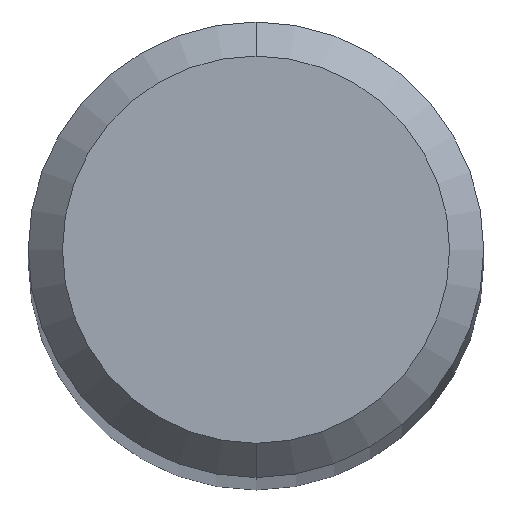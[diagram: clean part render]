
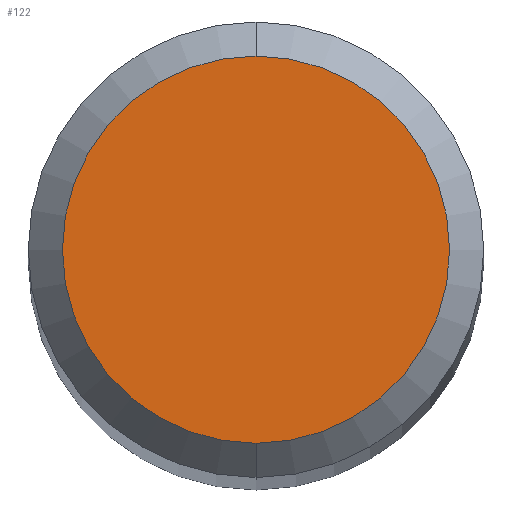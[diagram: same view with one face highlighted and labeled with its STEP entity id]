
A CAD part, top view. The second image highlights one B-rep face of the part: STEP entity #122.
In plain terms, the highlighted planar face has unit normal (0, 0, 1).
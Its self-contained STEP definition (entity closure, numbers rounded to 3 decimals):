
#106=VERTEX_POINT('',#253);
#122=ADVANCED_FACE('',(#270),#271,.T.);
#130=EDGE_CURVE('',#144,#106,#280,.T.);
#144=VERTEX_POINT('',#295);
#176=EDGE_CURVE('',#106,#144,#330,.T.);
#253=CARTESIAN_POINT('',(0.,-1.7,0.0));
#270=FACE_OUTER_BOUND('',#432,.T.);
#271=PLANE('',#433);
#280=CIRCLE('',#447,1.7);
#295=CARTESIAN_POINT('',(0.0,1.7,0.0));
#330=CIRCLE('',#512,1.7);
#432=EDGE_LOOP('',(#608,#609));
#433=AXIS2_PLACEMENT_3D('',#610,#611,#612);
#447=AXIS2_PLACEMENT_3D('',#621,#622,#623);
#512=AXIS2_PLACEMENT_3D('',#676,#677,#678);
#608=ORIENTED_EDGE('',*,*,#130,.F.);
#609=ORIENTED_EDGE('',*,*,#176,.F.);
#610=CARTESIAN_POINT('',(0.0,0.85,0.0));
#611=DIRECTION('',(-0.0,0.0,1.0));
#612=DIRECTION('',(0.0,-1.0,0.0));
#621=CARTESIAN_POINT('',(0.0,0.0,0.0));
#622=DIRECTION('',(0.0,0.0,-1.0));
#623=DIRECTION('',(0.0,1.0,0.0));
#676=CARTESIAN_POINT('',(0.0,0.0,0.0));
#677=DIRECTION('',(0.0,0.0,-1.0));
#678=DIRECTION('',(0.0,1.0,0.0));
